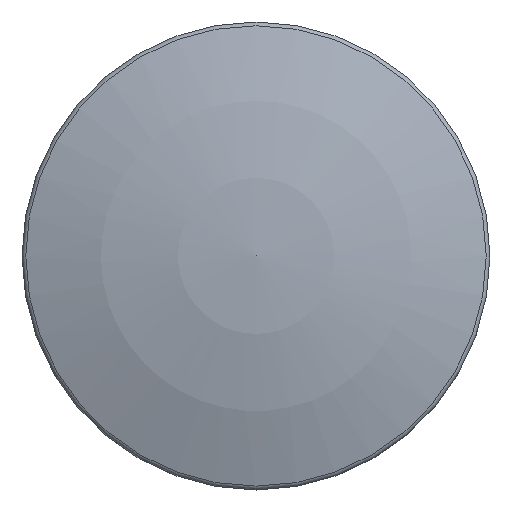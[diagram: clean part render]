
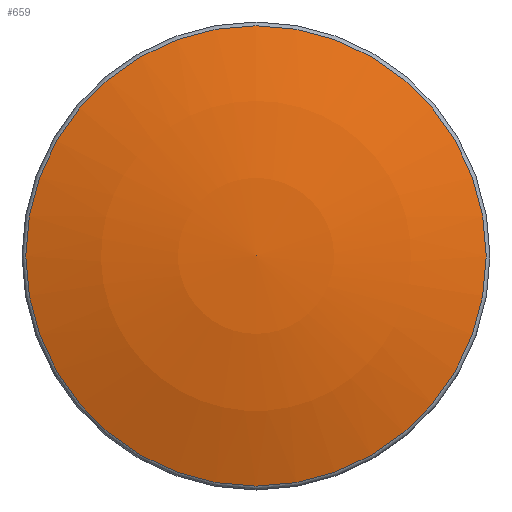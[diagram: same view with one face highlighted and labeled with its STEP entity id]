
A CAD part, top view. The second image highlights one B-rep face of the part: STEP entity #659.
In plain terms, the highlighted spherical face has radius 25.5 mm.
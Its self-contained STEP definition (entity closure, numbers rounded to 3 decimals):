
#56=ORIENTED_EDGE('',*,*,#130,.F.);
#130=EDGE_CURVE('',#167,#167,#204,.T.);
#167=VERTEX_POINT('',#932);
#204=CIRCLE('',#703,8.265);
#241=EDGE_LOOP('',(#56));
#315=FACE_BOUND('',#241,.T.);
#389=SPHERICAL_SURFACE('',#702,25.5);
#659=ADVANCED_FACE('',(#315),#389,.T.);
#702=AXIS2_PLACEMENT_3D('',#930,#779,#780);
#703=AXIS2_PLACEMENT_3D('',#931,#781,#782);
#779=DIRECTION('',(0.,0.,-1.));
#780=DIRECTION('',(0.,1.,0.));
#781=DIRECTION('',(0.,0.,-1.));
#782=DIRECTION('',(-1.,0.,0.));
#930=CARTESIAN_POINT('',(0.,0.,-1.));
#931=CARTESIAN_POINT('',(0.,0.,23.123));
#932=CARTESIAN_POINT('',(-8.265,0.,23.123));
